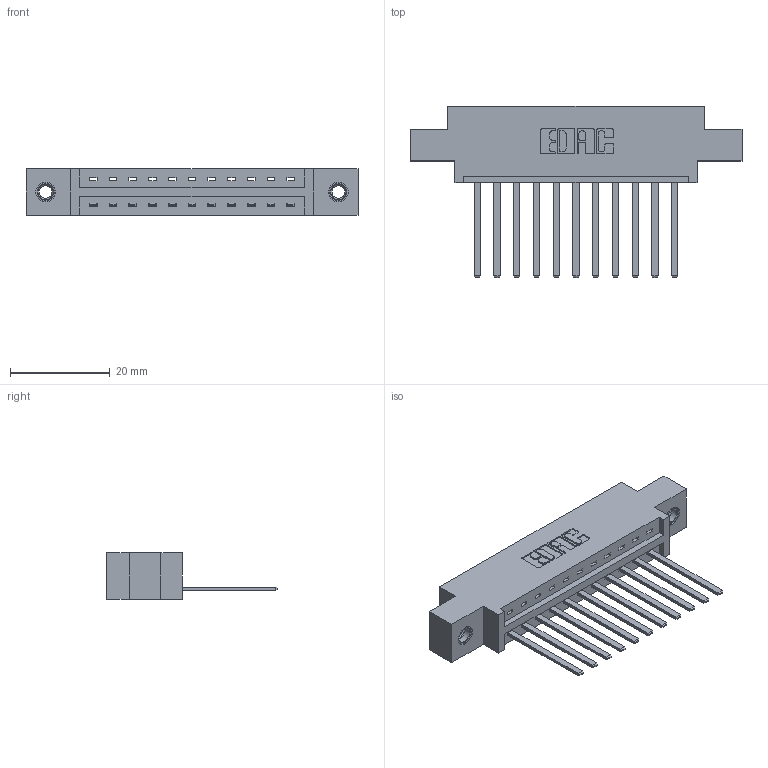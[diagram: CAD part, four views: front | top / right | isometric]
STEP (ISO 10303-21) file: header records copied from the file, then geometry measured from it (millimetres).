
FILE_DESCRIPTION (( 'STEP AP203' ), '1' );
FILE_NAME ('337-011-544-607.STEP', '2019-09-27T23:22:09', ( '' ), ( '' ), 'SwSTEP 2.0', 'SolidWorks 2016', '' );
FILE_SCHEMA (( 'CONFIG_CONTROL_DESIGN' ));
Length unit declared in the file: inch
Products named in the file (4): 345-250-001_345-250-005-103; 337-011-544-607; 337 Part_0.170 Offset - 0.156 Dia-TI; 345-292-001_345-293-144
Assembly tree (14 placements, depth 2):
  337-011-544-607
    337 Part_0.170 Offset - 0.156 Dia-TI
    345-292-001_345-293-144  x11
    345-250-001_345-250-005-103  x2
Bounding box: 66.6 x 34.3 x 9.4 mm (x, y, z)
Volume: 6530.3 mm3; surface area: 7132.6 mm2
Topology: 14 solids, 14 shells, 794 faces, 2329 edges, 1530 vertices
Faces by surface type: plane 568, cylinder 210, cone 12, torus 4
Entity records: 13320 total; most frequent: CARTESIAN_POINT 2298, ORIENTED_EDGE 2238, DIRECTION 2027, EDGE_CURVE 1119, VECTOR 975, LINE 975, VERTEX_POINT 740, AXIS2_PLACEMENT_3D 526
